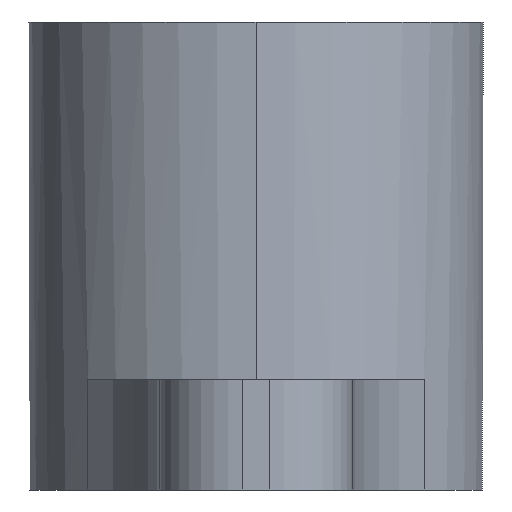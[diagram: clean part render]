
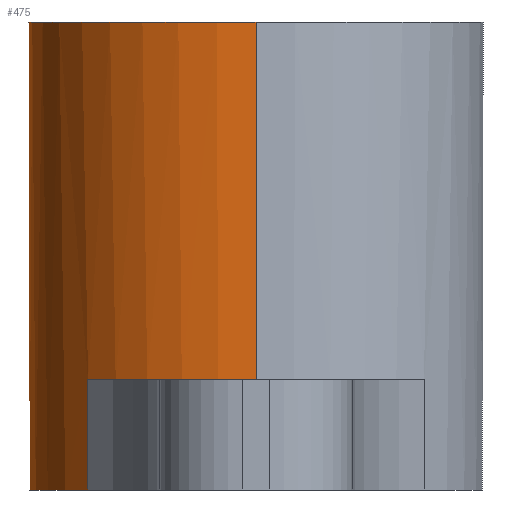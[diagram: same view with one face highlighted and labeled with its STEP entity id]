
A CAD part, left-side view. The second image highlights one B-rep face of the part: STEP entity #475.
In plain terms, the highlighted cylindrical face has radius 8.25 mm (diameter 16.5 mm), a partial arc.
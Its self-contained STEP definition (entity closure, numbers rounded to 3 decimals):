
#8 = CARTESIAN_POINT ( 'NONE',  ( 0., 0., 4. ) ) ;
#17 = CARTESIAN_POINT ( 'NONE',  ( -5.551, 6.103, 4. ) ) ;
#18 = VERTEX_POINT ( 'NONE', #245 ) ;
#26 = AXIS2_PLACEMENT_3D ( 'NONE', #75, #942, #724 ) ;
#66 = EDGE_CURVE ( 'NONE', #340, #674, #792, .T. ) ;
#75 = CARTESIAN_POINT ( 'NONE',  ( 0., 0., 0. ) ) ;
#80 = DIRECTION ( 'NONE',  ( 0., 0., -1. ) ) ;
#100 = ORIENTED_EDGE ( 'NONE', *, *, #373, .F. ) ;
#111 = CIRCLE ( 'NONE', #696, 8.25 ) ;
#122 = VECTOR ( 'NONE', #883, 1000. ) ;
#158 = VECTOR ( 'NONE', #302, 1000. ) ;
#192 = DIRECTION ( 'NONE',  ( 0., 0., 1. ) ) ;
#206 = ORIENTED_EDGE ( 'NONE', *, *, #569, .F. ) ;
#224 = DIRECTION ( 'NONE',  ( 1., 0., 0. ) ) ;
#228 = ORIENTED_EDGE ( 'NONE', *, *, #66, .T. ) ;
#231 = CARTESIAN_POINT ( 'NONE',  ( -8.25, 0., 17. ) ) ;
#235 = CIRCLE ( 'NONE', #816, 8.25 ) ;
#245 = CARTESIAN_POINT ( 'NONE',  ( 8.25, 0., 4. ) ) ;
#280 = DIRECTION ( 'NONE',  ( 1., 0., 0. ) ) ;
#292 = DIRECTION ( 'NONE',  ( -1., 0., 0. ) ) ;
#302 = DIRECTION ( 'NONE',  ( 0., 0., -1. ) ) ;
#307 = CARTESIAN_POINT ( 'NONE',  ( -8.25, 0., 4. ) ) ;
#312 = EDGE_CURVE ( 'NONE', #674, #773, #492, .T. ) ;
#319 = EDGE_LOOP ( 'NONE', ( #748, #932, #615, #228, #879, #404, #100, #206 ) ) ;
#340 = VERTEX_POINT ( 'NONE', #733 ) ;
#353 = LINE ( 'NONE', #307, #158 ) ;
#360 = CARTESIAN_POINT ( 'NONE',  ( 0., 0., 4. ) ) ;
#373 = EDGE_CURVE ( 'NONE', #708, #539, #111, .T. ) ;
#375 = CARTESIAN_POINT ( 'NONE',  ( 8.25, 0., 17. ) ) ;
#378 = CARTESIAN_POINT ( 'NONE',  ( 8.25, 0., 4. ) ) ;
#392 = CARTESIAN_POINT ( 'NONE',  ( 5.551, 6.103, 0. ) ) ;
#404 = ORIENTED_EDGE ( 'NONE', *, *, #757, .T. ) ;
#419 = CARTESIAN_POINT ( 'NONE',  ( 0., 0., 17. ) ) ;
#428 = VERTEX_POINT ( 'NONE', #375 ) ;
#429 = DIRECTION ( 'NONE',  ( 0., 0., -1. ) ) ;
#447 = EDGE_CURVE ( 'NONE', #428, #18, #692, .T. ) ;
#475 = ADVANCED_FACE ( 'NONE', ( #731 ), #487, .T. ) ;
#480 = VECTOR ( 'NONE', #192, 1000. ) ;
#487 = CYLINDRICAL_SURFACE ( 'NONE', #872, 8.25 ) ;
#492 = CIRCLE ( 'NONE', #26, 8.25 ) ;
#504 = VECTOR ( 'NONE', #903, 1000. ) ;
#539 = VERTEX_POINT ( 'NONE', #17 ) ;
#558 = VERTEX_POINT ( 'NONE', #231 ) ;
#569 = EDGE_CURVE ( 'NONE', #558, #708, #353, .T. ) ;
#607 = LINE ( 'NONE', #849, #480 ) ;
#615 = ORIENTED_EDGE ( 'NONE', *, *, #723, .F. ) ;
#674 = VERTEX_POINT ( 'NONE', #392 ) ;
#689 = AXIS2_PLACEMENT_3D ( 'NONE', #852, #776, #917 ) ;
#692 = LINE ( 'NONE', #378, #122 ) ;
#696 = AXIS2_PLACEMENT_3D ( 'NONE', #8, #80, #224 ) ;
#704 = CARTESIAN_POINT ( 'NONE',  ( -5.551, 6.103, 0. ) ) ;
#708 = VERTEX_POINT ( 'NONE', #823 ) ;
#723 = EDGE_CURVE ( 'NONE', #340, #18, #848, .T. ) ;
#724 = DIRECTION ( 'NONE',  ( 1., 0., 0. ) ) ;
#731 = FACE_OUTER_BOUND ( 'NONE', #319, .T. ) ;
#733 = CARTESIAN_POINT ( 'NONE',  ( 5.551, 6.103, 4. ) ) ;
#734 = EDGE_CURVE ( 'NONE', #428, #558, #235, .T. ) ;
#748 = ORIENTED_EDGE ( 'NONE', *, *, #734, .F. ) ;
#757 = EDGE_CURVE ( 'NONE', #773, #539, #607, .T. ) ;
#773 = VERTEX_POINT ( 'NONE', #704 ) ;
#776 = DIRECTION ( 'NONE',  ( 0., 0., -1. ) ) ;
#792 = LINE ( 'NONE', #893, #504 ) ;
#816 = AXIS2_PLACEMENT_3D ( 'NONE', #419, #934, #280 ) ;
#823 = CARTESIAN_POINT ( 'NONE',  ( -8.25, 0., 4. ) ) ;
#848 = CIRCLE ( 'NONE', #689, 8.25 ) ;
#849 = CARTESIAN_POINT ( 'NONE',  ( -5.551, 6.103, 4. ) ) ;
#852 = CARTESIAN_POINT ( 'NONE',  ( 0., 0., 4. ) ) ;
#872 = AXIS2_PLACEMENT_3D ( 'NONE', #360, #429, #292 ) ;
#879 = ORIENTED_EDGE ( 'NONE', *, *, #312, .T. ) ;
#883 = DIRECTION ( 'NONE',  ( 0., 0., -1. ) ) ;
#893 = CARTESIAN_POINT ( 'NONE',  ( 5.551, 6.103, 4. ) ) ;
#903 = DIRECTION ( 'NONE',  ( 0., 0., -1. ) ) ;
#917 = DIRECTION ( 'NONE',  ( 1., 0., 0. ) ) ;
#932 = ORIENTED_EDGE ( 'NONE', *, *, #447, .T. ) ;
#934 = DIRECTION ( 'NONE',  ( 0., 0., 1. ) ) ;
#942 = DIRECTION ( 'NONE',  ( 0., 0., 1. ) ) ;
